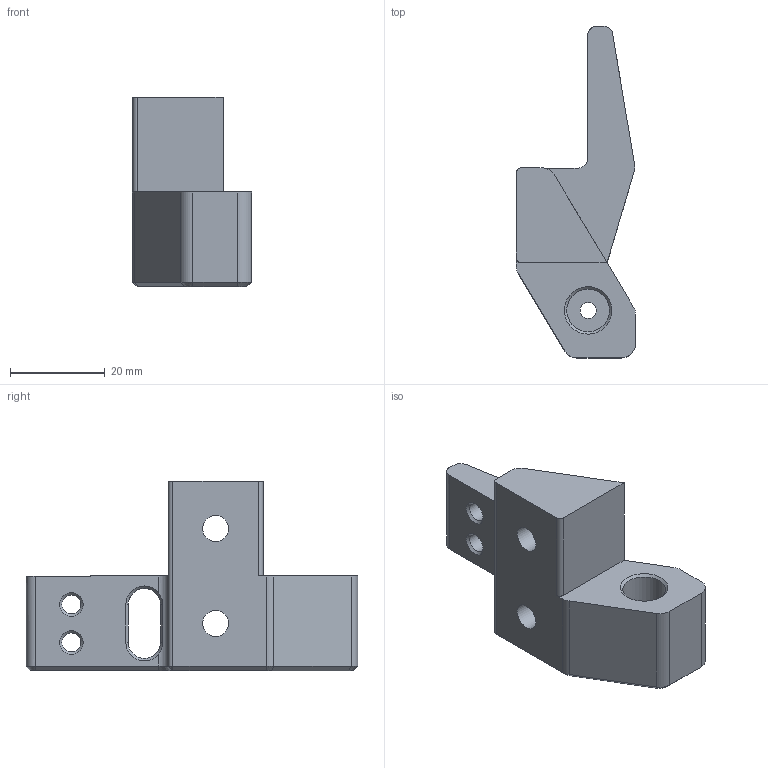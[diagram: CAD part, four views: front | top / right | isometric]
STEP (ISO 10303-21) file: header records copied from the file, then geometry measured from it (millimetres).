
FILE_DESCRIPTION(('FreeCAD Model'),'2;1');
FILE_NAME('Open CASCADE Shape Model','2022-02-26T09:36:46',('Author'),( ''),'Open CASCADE STEP processor 7.5','FreeCAD','Unknown');
FILE_SCHEMA(('AUTOMOTIVE_DESIGN { 1 0 10303 214 1 1 1 1 }'));
Length unit declared in the file: millimetre
Products named in the file (1): bed-mount-right-new
Bounding box: 25.1 x 69.93 x 40 mm (x, y, z)
Volume: 21682.9 mm3; surface area: 8265.6 mm2
Topology: 1 solids, 1 shells, 81 faces, 191 edges, 113 vertices
Faces by surface type: plane 35, cylinder 19, cone 15, bspline 12
Full cylindrical faces by diameter (mm): 3.4 x1, 4 x2, 5.5 x2, 9 x1, 11 x2
Entity records: 6062 total; most frequent: CARTESIAN_POINT 2271, DIRECTION 670, LINE 419, VECTOR 419, ORIENTED_EDGE 380, PCURVE 380, DEFINITIONAL_REPRESENTATION 380, EDGE_CURVE 190
